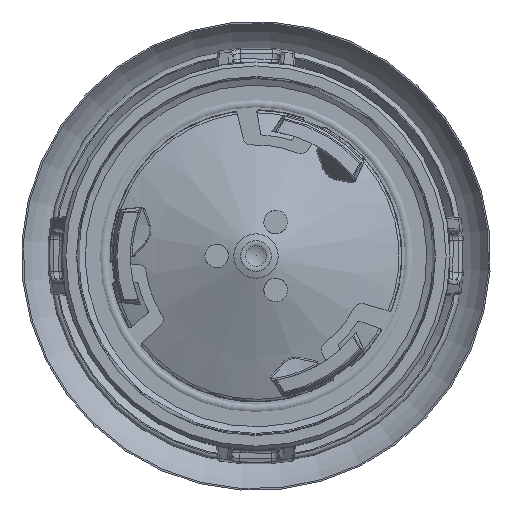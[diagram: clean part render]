
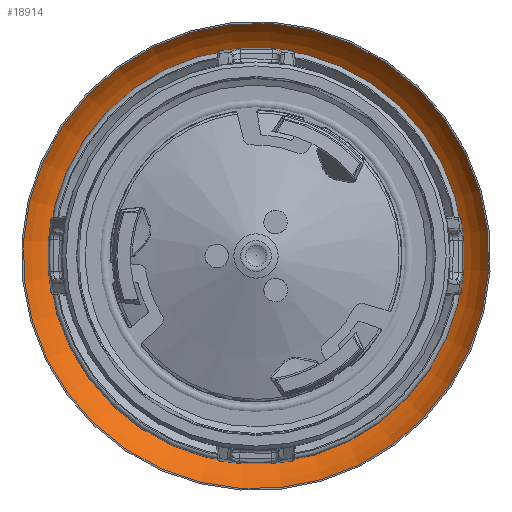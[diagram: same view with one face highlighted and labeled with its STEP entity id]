
A CAD part, front view. The second image highlights one B-rep face of the part: STEP entity #18914.
In plain terms, the highlighted toroidal (fillet/blend) face has major radius 20.639 mm and minor radius 10.723 mm.
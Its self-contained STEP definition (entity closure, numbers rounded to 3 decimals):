
#4001=FACE_OUTER_BOUND('',#5300,.T.);
#5300=EDGE_LOOP('',(#14090,#14091,#14092,#14093));
#6599=CIRCLE('',#20526,29.65);
#6600=CIRCLE('',#20527,10.723);
#6601=CIRCLE('',#20528,26.049);
#7994=VERTEX_POINT('',#36068);
#7995=VERTEX_POINT('',#36070);
#10158=EDGE_CURVE('',#7994,#7994,#6599,.T.);
#10159=EDGE_CURVE('',#7994,#7995,#6600,.T.);
#10160=EDGE_CURVE('',#7995,#7995,#6601,.T.);
#14090=ORIENTED_EDGE('',*,*,#10158,.T.);
#14091=ORIENTED_EDGE('',*,*,#10159,.T.);
#14092=ORIENTED_EDGE('',*,*,#10160,.F.);
#14093=ORIENTED_EDGE('',*,*,#10159,.F.);
#18394=TOROIDAL_SURFACE('',#20525,20.639,10.723);
#18914=ADVANCED_FACE('',(#4001),#18394,.F.);
#20525=AXIS2_PLACEMENT_3D('',#36067,#23337,#23338);
#20526=AXIS2_PLACEMENT_3D('',#36069,#23339,#23340);
#20527=AXIS2_PLACEMENT_3D('',#36071,#23341,#23342);
#20528=AXIS2_PLACEMENT_3D('',#36072,#23343,#23344);
#23337=DIRECTION('center_axis',(0.,-1.,0.));
#23338=DIRECTION('ref_axis',(0.,0.,-1.));
#23339=DIRECTION('center_axis',(0.,-1.,0.));
#23340=DIRECTION('ref_axis',(1.,0.,0.));
#23341=DIRECTION('center_axis',(-1.,0.,0.));
#23342=DIRECTION('ref_axis',(0.,0.,1.));
#23343=DIRECTION('center_axis',(0.,-1.,0.));
#23344=DIRECTION('ref_axis',(1.,0.,0.));
#36067=CARTESIAN_POINT('Origin',(0.,-5.813,0.));
#36068=CARTESIAN_POINT('',(0.,0.,29.65));
#36069=CARTESIAN_POINT('Origin',(0.,0.,0.));
#36070=CARTESIAN_POINT('',(0.,3.445,26.049));
#36071=CARTESIAN_POINT('Origin',(0.,-5.813,
20.639));
#36072=CARTESIAN_POINT('Origin',(0.,3.445,0.));
